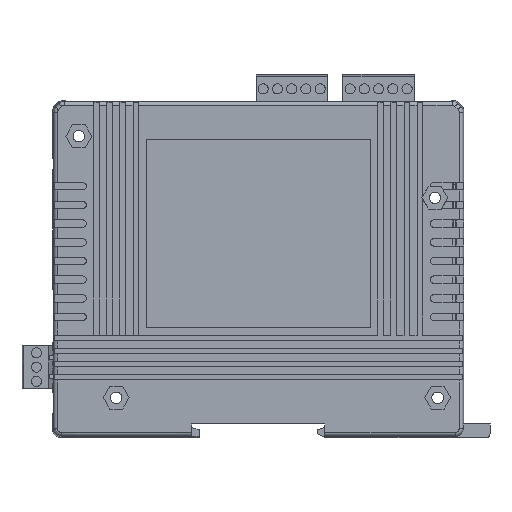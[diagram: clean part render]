
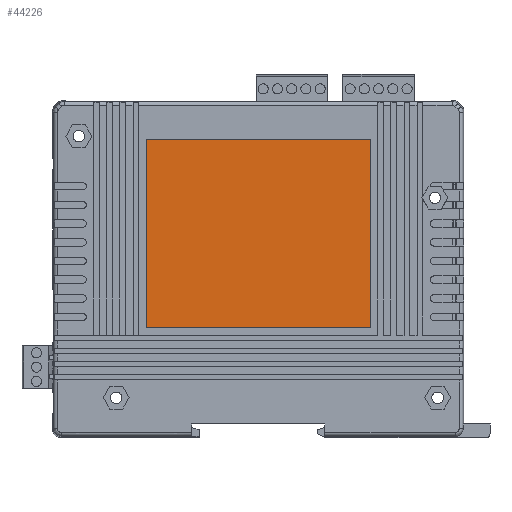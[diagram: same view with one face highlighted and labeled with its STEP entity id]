
A CAD part, left-side view. The second image highlights one B-rep face of the part: STEP entity #44226.
In plain terms, the highlighted face is planar.
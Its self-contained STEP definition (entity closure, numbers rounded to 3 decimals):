
#1928 = ORIENTED_EDGE ( 'NONE', *, *, #32858, .T. ) ;
#2914 = DIRECTION ( 'NONE',  ( 0., 1., 0. ) ) ;
#3171 = VECTOR ( 'NONE', #25273, 1000. ) ;
#4343 = CARTESIAN_POINT ( 'NONE',  ( -89.392, -16.894, -19.971 ) ) ;
#7371 = CARTESIAN_POINT ( 'NONE',  ( -29.392, -16.894, -19.971 ) ) ;
#9089 = DIRECTION ( 'NONE',  ( -1., 0., 0. ) ) ;
#11637 = DIRECTION ( 'NONE',  ( -1., 0., 0. ) ) ;
#11748 = FACE_OUTER_BOUND ( 'NONE', #17662, .T. ) ;
#13945 = LINE ( 'NONE', #30765, #56077 ) ;
#14246 = EDGE_CURVE ( 'NONE', #43820, #16625, #46994, .T. ) ;
#16625 = VERTEX_POINT ( 'NONE', #45698 ) ;
#17443 = CARTESIAN_POINT ( 'NONE',  ( -29.392, -16.894, -70.429 ) ) ;
#17662 = EDGE_LOOP ( 'NONE', ( #1928, #46958, #36356, #43827 ) ) ;
#17761 = DIRECTION ( 'NONE',  ( 0., 0., -1. ) ) ;
#20321 = DIRECTION ( 'NONE',  ( 0., 0., 1. ) ) ;
#21249 = VECTOR ( 'NONE', #17761, 1000. ) ;
#24054 = VERTEX_POINT ( 'NONE', #26782 ) ;
#25273 = DIRECTION ( 'NONE',  ( 0., 0., -1. ) ) ;
#25280 = VERTEX_POINT ( 'NONE', #17443 ) ;
#26518 = VECTOR ( 'NONE', #11637, 1000. ) ;
#26782 = CARTESIAN_POINT ( 'NONE',  ( -89.392, -16.894, -70.429 ) ) ;
#28579 = EDGE_CURVE ( 'NONE', #16625, #24054, #40261, .T. ) ;
#30018 = CARTESIAN_POINT ( 'NONE',  ( -29.392, -16.894, -19.971 ) ) ;
#30765 = CARTESIAN_POINT ( 'NONE',  ( -29.392, -16.894, -70.429 ) ) ;
#32858 = EDGE_CURVE ( 'NONE', #43820, #25280, #34575, .T. ) ;
#33148 = CARTESIAN_POINT ( 'NONE',  ( -29.392, -16.894, -70.429 ) ) ;
#33431 = PLANE ( 'NONE',  #53198 ) ;
#34575 = LINE ( 'NONE', #30018, #21249 ) ;
#36356 = ORIENTED_EDGE ( 'NONE', *, *, #28579, .F. ) ;
#39895 = CARTESIAN_POINT ( 'NONE',  ( -29.392, -16.894, -19.971 ) ) ;
#40261 = LINE ( 'NONE', #4343, #3171 ) ;
#43820 = VERTEX_POINT ( 'NONE', #39895 ) ;
#43827 = ORIENTED_EDGE ( 'NONE', *, *, #14246, .F. ) ;
#44226 = ADVANCED_FACE ( 'NONE', ( #11748 ), #33431, .T. ) ;
#45698 = CARTESIAN_POINT ( 'NONE',  ( -89.392, -16.894, -19.971 ) ) ;
#46208 = EDGE_CURVE ( 'NONE', #25280, #24054, #13945, .T. ) ;
#46958 = ORIENTED_EDGE ( 'NONE', *, *, #46208, .T. ) ;
#46994 = LINE ( 'NONE', #7371, #26518 ) ;
#53198 = AXIS2_PLACEMENT_3D ( 'NONE', #33148, #2914, #20321 ) ;
#56077 = VECTOR ( 'NONE', #9089, 1000. ) ;
